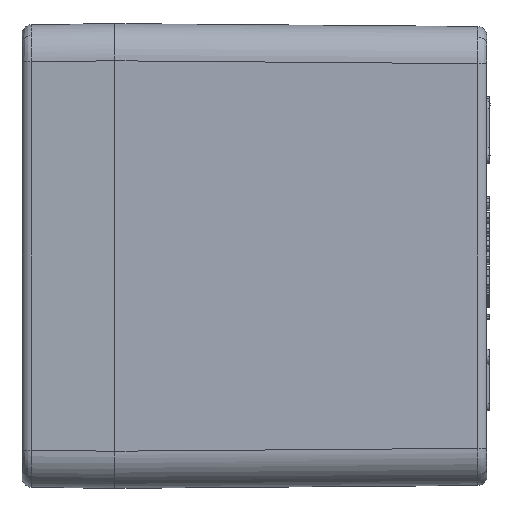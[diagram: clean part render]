
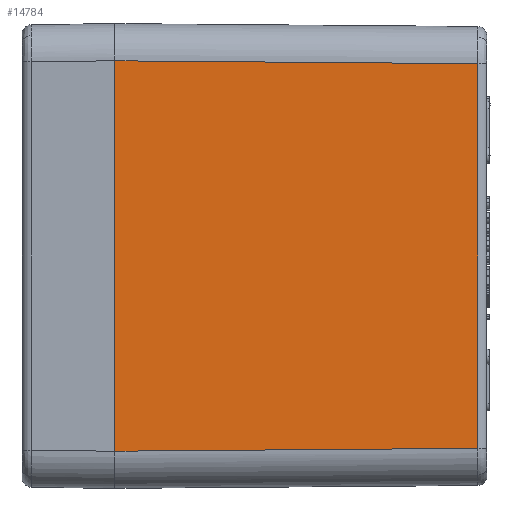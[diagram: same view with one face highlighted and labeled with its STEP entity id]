
A CAD part, left-side view. The second image highlights one B-rep face of the part: STEP entity #14784.
In plain terms, the highlighted planar face has unit normal (-1, -0.008, 0).
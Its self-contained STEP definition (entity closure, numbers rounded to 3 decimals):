
#852 = DIRECTION ( 'NONE',  ( -0.008, 1., 0.008 ) ) ;
#1229 = LINE ( 'NONE', #5331, #48741 ) ;
#2566 = DIRECTION ( 'NONE',  ( -1., -0.008, 0. ) ) ;
#4861 = CARTESIAN_POINT ( 'NONE',  ( -79.987, 0.3, 31.487 ) ) ;
#5331 = CARTESIAN_POINT ( 'NONE',  ( -79.996, 1.458, 31.496 ) ) ;
#5476 = VECTOR ( 'NONE', #30719, 1000. ) ;
#6094 = EDGE_CURVE ( 'NONE', #18925, #33545, #18748, .T. ) ;
#8231 = LINE ( 'NONE', #8912, #43874 ) ;
#8912 = CARTESIAN_POINT ( 'NONE',  ( -79.527, -58.212, 31.016 ) ) ;
#11218 = CARTESIAN_POINT ( 'NONE',  ( -79.527, -58.212, 31.027 ) ) ;
#13400 = VERTEX_POINT ( 'NONE', #11218 ) ;
#14784 = ADVANCED_FACE ( 'NONE', ( #17567 ), #29270, .T. ) ;
#17244 = CARTESIAN_POINT ( 'NONE',  ( -79.987, 0.3, -37.5 ) ) ;
#17567 = FACE_OUTER_BOUND ( 'NONE', #32196, .T. ) ;
#17890 = DIRECTION ( 'NONE',  ( 0., 0., 1. ) ) ;
#18748 = LINE ( 'NONE', #30651, #5476 ) ;
#18925 = VERTEX_POINT ( 'NONE', #52478 ) ;
#19180 = EDGE_CURVE ( 'NONE', #13400, #37954, #1229, .T. ) ;
#29270 = PLANE ( 'NONE',  #55248 ) ;
#30651 = CARTESIAN_POINT ( 'NONE',  ( -80., 2.047, -31.501 ) ) ;
#30719 = DIRECTION ( 'NONE',  ( 0.008, -1., 0.008 ) ) ;
#32196 = EDGE_LOOP ( 'NONE', ( #45162, #40962, #38222, #51564 ) ) ;
#33545 = VERTEX_POINT ( 'NONE', #39377 ) ;
#33839 = DIRECTION ( 'NONE',  ( 0.008, -1., 0. ) ) ;
#37954 = VERTEX_POINT ( 'NONE', #4861 ) ;
#38222 = ORIENTED_EDGE ( 'NONE', *, *, #19180, .T. ) ;
#39377 = CARTESIAN_POINT ( 'NONE',  ( -79.527, -58.212, -31.027 ) ) ;
#40129 = EDGE_CURVE ( 'NONE', #33545, #13400, #8231, .T. ) ;
#40962 = ORIENTED_EDGE ( 'NONE', *, *, #40129, .T. ) ;
#41853 = VECTOR ( 'NONE', #47763, 1000. ) ;
#43277 = LINE ( 'NONE', #17244, #41853 ) ;
#43874 = VECTOR ( 'NONE', #17890, 1000. ) ;
#45162 = ORIENTED_EDGE ( 'NONE', *, *, #6094, .T. ) ;
#47763 = DIRECTION ( 'NONE',  ( 0., 0., -1. ) ) ;
#48741 = VECTOR ( 'NONE', #852, 1000. ) ;
#51564 = ORIENTED_EDGE ( 'NONE', *, *, #56796, .T. ) ;
#51608 = CARTESIAN_POINT ( 'NONE',  ( -80., 2., -37.5 ) ) ;
#52478 = CARTESIAN_POINT ( 'NONE',  ( -79.987, 0.3, -31.487 ) ) ;
#55248 = AXIS2_PLACEMENT_3D ( 'NONE', #51608, #2566, #33839 ) ;
#56796 = EDGE_CURVE ( 'NONE', #37954, #18925, #43277, .T. ) ;
